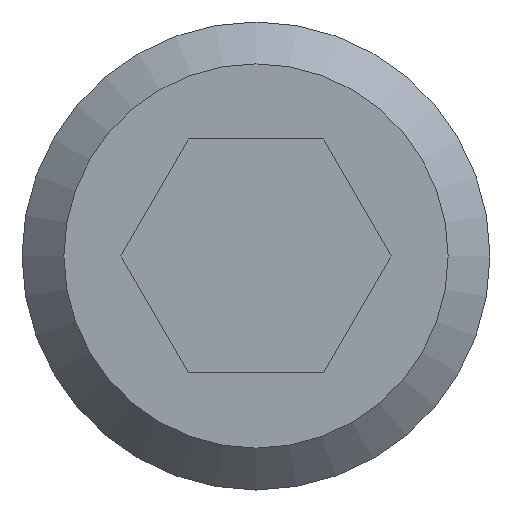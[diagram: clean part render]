
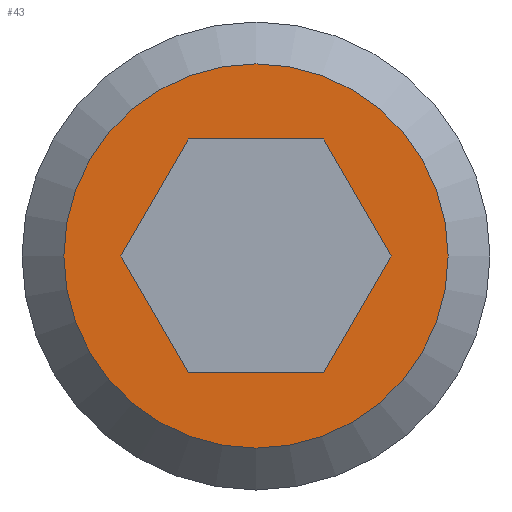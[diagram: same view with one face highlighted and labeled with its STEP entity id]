
A CAD part, left-side view. The second image highlights one B-rep face of the part: STEP entity #43.
In plain terms, the highlighted planar face has unit normal (-1, 0, 0).
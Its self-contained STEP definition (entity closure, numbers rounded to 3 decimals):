
#43 = ADVANCED_FACE( '', ( #90, #91 ), #92, .F. );
#90 = FACE_OUTER_BOUND( '', #142, .T. );
#91 = FACE_BOUND( '', #143, .T. );
#92 = PLANE( '', #144 );
#142 = EDGE_LOOP( '', ( #202 ) );
#143 = EDGE_LOOP( '', ( #203, #204, #205, #206, #207, #208 ) );
#144 = AXIS2_PLACEMENT_3D( '', #209, #210, #211 );
#202 = ORIENTED_EDGE( '', *, *, #291, .F. );
#203 = ORIENTED_EDGE( '', *, *, #292, .T. );
#204 = ORIENTED_EDGE( '', *, *, #293, .T. );
#205 = ORIENTED_EDGE( '', *, *, #294, .T. );
#206 = ORIENTED_EDGE( '', *, *, #295, .T. );
#207 = ORIENTED_EDGE( '', *, *, #296, .T. );
#208 = ORIENTED_EDGE( '', *, *, #280, .T. );
#209 = CARTESIAN_POINT( '', ( 0., 0., 0. ) );
#210 = DIRECTION( '', ( 1., 0., 0. ) );
#211 = DIRECTION( '', ( 0., 0., -1. ) );
#280 = EDGE_CURVE( '', #319, #320, #321, .T. );
#291 = EDGE_CURVE( '', #338, #338, #339, .T. );
#292 = EDGE_CURVE( '', #320, #340, #341, .T. );
#293 = EDGE_CURVE( '', #340, #342, #343, .T. );
#294 = EDGE_CURVE( '', #342, #344, #345, .T. );
#295 = EDGE_CURVE( '', #344, #346, #347, .T. );
#296 = EDGE_CURVE( '', #346, #319, #348, .T. );
#319 = VERTEX_POINT( '', #372 );
#320 = VERTEX_POINT( '', #373 );
#321 = LINE( '', #374, #375 );
#338 = VERTEX_POINT( '', #400 );
#339 = CIRCLE( '', #401, 4.927 );
#340 = VERTEX_POINT( '', #402 );
#341 = LINE( '', #403, #404 );
#342 = VERTEX_POINT( '', #405 );
#343 = LINE( '', #406, #407 );
#344 = VERTEX_POINT( '', #408 );
#345 = LINE( '', #409, #410 );
#346 = VERTEX_POINT( '', #411 );
#347 = LINE( '', #412, #413 );
#348 = LINE( '', #414, #415 );
#372 = CARTESIAN_POINT( '', ( 0., 3.464, 0. ) );
#373 = CARTESIAN_POINT( '', ( 0., 1.732, 3. ) );
#374 = CARTESIAN_POINT( '', ( 0., 3.464, 0. ) );
#375 = VECTOR( '', #443, 1000. );
#400 = CARTESIAN_POINT( '', ( 0., 0., -4.927 ) );
#401 = AXIS2_PLACEMENT_3D( '', #452, #453, #454 );
#402 = CARTESIAN_POINT( '', ( 0., -1.732, 3. ) );
#403 = CARTESIAN_POINT( '', ( 0., 1.732, 3. ) );
#404 = VECTOR( '', #455, 1000. );
#405 = CARTESIAN_POINT( '', ( 0., -3.464, 0. ) );
#406 = CARTESIAN_POINT( '', ( 0., -1.732, 3. ) );
#407 = VECTOR( '', #456, 1000. );
#408 = CARTESIAN_POINT( '', ( 0., -1.732, -3. ) );
#409 = CARTESIAN_POINT( '', ( 0., -3.464, 0. ) );
#410 = VECTOR( '', #457, 1000. );
#411 = CARTESIAN_POINT( '', ( 0., 1.732, -3. ) );
#412 = CARTESIAN_POINT( '', ( 0., -1.732, -3. ) );
#413 = VECTOR( '', #458, 1000. );
#414 = CARTESIAN_POINT( '', ( 0., 1.732, -3. ) );
#415 = VECTOR( '', #459, 1000. );
#443 = DIRECTION( '', ( 0., -0.5, 0.866 ) );
#452 = CARTESIAN_POINT( '', ( 0., 0., 0. ) );
#453 = DIRECTION( '', ( 1., 0., 0. ) );
#454 = DIRECTION( '', ( 0., 0., -1. ) );
#455 = DIRECTION( '', ( 0., -1., 0. ) );
#456 = DIRECTION( '', ( 0., -0.5, -0.866 ) );
#457 = DIRECTION( '', ( 0., 0.5, -0.866 ) );
#458 = DIRECTION( '', ( 0., 1., 0. ) );
#459 = DIRECTION( '', ( 0., 0.5, 0.866 ) );
